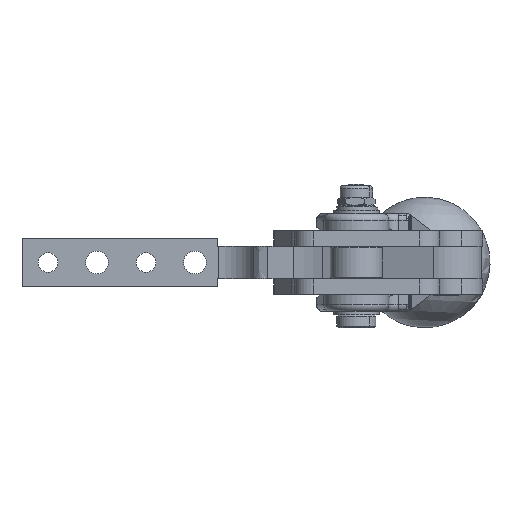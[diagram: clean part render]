
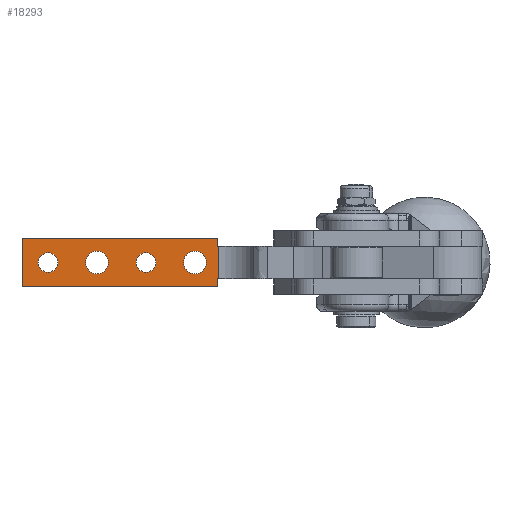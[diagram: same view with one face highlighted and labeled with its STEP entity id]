
A CAD part, front view. The second image highlights one B-rep face of the part: STEP entity #18293.
In plain terms, the highlighted planar face has unit normal (0, -1, 0).
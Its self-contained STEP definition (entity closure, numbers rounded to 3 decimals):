
#11464=CARTESIAN_POINT('',(-32.323,232.213,-1.64));
#11465=VERTEX_POINT('',#11464);
#11474=CARTESIAN_POINT('',(-39.323,232.213,-1.64));
#11475=VERTEX_POINT('',#11474);
#11476=CARTESIAN_POINT('',(-35.823,232.213,-1.64));
#11477=DIRECTION('',(0.0,1.0,0.0));
#11478=DIRECTION('',(1.0,0.0,0.0));
#11479=AXIS2_PLACEMENT_3D('',#11476,#11477,#11478);
#11480=CIRCLE('',#11479,3.5);
#11481=EDGE_CURVE('',#11475,#11465,#11480,.T.);
#11527=CARTESIAN_POINT('',(-2.323,232.213,-1.64));
#11528=VERTEX_POINT('',#11527);
#11537=CARTESIAN_POINT('',(-9.323,232.213,-1.64));
#11538=VERTEX_POINT('',#11537);
#11539=CARTESIAN_POINT('',(-5.823,232.213,-1.64));
#11540=DIRECTION('',(0.0,1.0,0.0));
#11541=DIRECTION('',(1.0,0.0,0.0));
#11542=AXIS2_PLACEMENT_3D('',#11539,#11540,#11541);
#11543=CIRCLE('',#11542,3.5);
#11544=EDGE_CURVE('',#11538,#11528,#11543,.T.);
#11590=CARTESIAN_POINT('',(-17.823,232.213,-1.64));
#11591=VERTEX_POINT('',#11590);
#11600=CARTESIAN_POINT('',(-23.823,232.213,-1.64));
#11601=VERTEX_POINT('',#11600);
#11602=CARTESIAN_POINT('',(-20.823,232.213,-1.64));
#11603=DIRECTION('',(0.0,1.0,0.0));
#11604=DIRECTION('',(1.0,0.0,0.0));
#11605=AXIS2_PLACEMENT_3D('',#11602,#11603,#11604);
#11606=CIRCLE('',#11605,3.);
#11607=EDGE_CURVE('',#11601,#11591,#11606,.T.);
#11653=CARTESIAN_POINT('',(-47.823,232.213,-1.64));
#11654=VERTEX_POINT('',#11653);
#11663=CARTESIAN_POINT('',(-53.823,232.213,-1.64));
#11664=VERTEX_POINT('',#11663);
#11665=CARTESIAN_POINT('',(-50.823,232.213,-1.64));
#11666=DIRECTION('',(0.0,1.0,0.0));
#11667=DIRECTION('',(1.0,0.0,0.0));
#11668=AXIS2_PLACEMENT_3D('',#11665,#11666,#11667);
#11669=CIRCLE('',#11668,3.);
#11670=EDGE_CURVE('',#11664,#11654,#11669,.T.);
#18166=CARTESIAN_POINT('',(-58.823,232.213,-9.14));
#18167=VERTEX_POINT('',#18166);
#18174=CARTESIAN_POINT('',(-58.823,232.213,5.86));
#18175=VERTEX_POINT('',#18174);
#18176=CARTESIAN_POINT('',(-58.823,232.213,-9.14));
#18177=DIRECTION('',(0.0,0.0,1.0));
#18178=VECTOR('',#18177,15.);
#18179=LINE('',#18176,#18178);
#18180=EDGE_CURVE('',#18167,#18175,#18179,.T.);
#18191=CARTESIAN_POINT('',(13.177,232.213,-6.64));
#18192=DIRECTION('',(0.0,-1.0,0.0));
#18193=DIRECTION('',(0.0,0.0,-1.0));
#18194=AXIS2_PLACEMENT_3D('',#18191,#18192,#18193);
#18195=PLANE('',#18194);
#18196=CARTESIAN_POINT('',(1.519,232.213,3.36));
#18197=VERTEX_POINT('',#18196);
#18198=CARTESIAN_POINT('',(1.519,232.213,-6.64));
#18199=VERTEX_POINT('',#18198);
#18200=CARTESIAN_POINT('',(1.519,232.213,3.36));
#18201=DIRECTION('',(0.0,0.0,-1.0));
#18202=VECTOR('',#18201,10.0);
#18203=LINE('',#18200,#18202);
#18204=EDGE_CURVE('',#18197,#18199,#18203,.T.);
#18205=ORIENTED_EDGE('',*,*,#18204,.F.);
#18206=CARTESIAN_POINT('',(1.177,232.213,3.36));
#18207=VERTEX_POINT('',#18206);
#18208=CARTESIAN_POINT('',(1.519,232.213,3.36));
#18209=DIRECTION('',(-1.0,0.0,0.0));
#18210=VECTOR('',#18209,0.341);
#18211=LINE('',#18208,#18210);
#18212=EDGE_CURVE('',#18197,#18207,#18211,.T.);
#18213=ORIENTED_EDGE('',*,*,#18212,.T.);
#18214=CARTESIAN_POINT('',(1.177,232.213,5.86));
#18215=VERTEX_POINT('',#18214);
#18216=CARTESIAN_POINT('',(1.177,232.213,3.36));
#18217=DIRECTION('',(0.0,0.0,1.0));
#18218=VECTOR('',#18217,2.5);
#18219=LINE('',#18216,#18218);
#18220=EDGE_CURVE('',#18207,#18215,#18219,.T.);
#18221=ORIENTED_EDGE('',*,*,#18220,.T.);
#18222=CARTESIAN_POINT('',(1.177,232.213,5.86));
#18223=DIRECTION('',(-1.0,0.0,0.0));
#18224=VECTOR('',#18223,60.);
#18225=LINE('',#18222,#18224);
#18226=EDGE_CURVE('',#18215,#18175,#18225,.T.);
#18227=ORIENTED_EDGE('',*,*,#18226,.T.);
#18228=ORIENTED_EDGE('',*,*,#18180,.F.);
#18229=CARTESIAN_POINT('',(1.177,232.213,-9.14));
#18230=VERTEX_POINT('',#18229);
#18231=CARTESIAN_POINT('',(-58.823,232.213,-9.14));
#18232=DIRECTION('',(1.0,0.0,0.0));
#18233=VECTOR('',#18232,60.);
#18234=LINE('',#18231,#18233);
#18235=EDGE_CURVE('',#18167,#18230,#18234,.T.);
#18236=ORIENTED_EDGE('',*,*,#18235,.T.);
#18237=CARTESIAN_POINT('',(1.177,232.213,-6.64));
#18238=VERTEX_POINT('',#18237);
#18239=CARTESIAN_POINT('',(1.177,232.213,-6.64));
#18240=DIRECTION('',(0.0,0.0,-1.0));
#18241=VECTOR('',#18240,2.5);
#18242=LINE('',#18239,#18241);
#18243=EDGE_CURVE('',#18238,#18230,#18242,.T.);
#18244=ORIENTED_EDGE('',*,*,#18243,.F.);
#18245=CARTESIAN_POINT('',(1.177,232.213,-6.64));
#18246=DIRECTION('',(1.0,0.,0.));
#18247=VECTOR('',#18246,0.341);
#18248=LINE('',#18245,#18247);
#18249=EDGE_CURVE('',#18238,#18199,#18248,.T.);
#18250=ORIENTED_EDGE('',*,*,#18249,.T.);
#18251=EDGE_LOOP('',(#18205,#18213,#18221,#18227,#18228,#18236,#18244,#18250));
#18252=FACE_OUTER_BOUND('',#18251,.T.);
#18253=ORIENTED_EDGE('',*,*,#11481,.T.);
#18254=CARTESIAN_POINT('',(-35.823,232.213,-1.64));
#18255=DIRECTION('',(0.0,1.0,0.0));
#18256=DIRECTION('',(1.0,0.0,0.0));
#18257=AXIS2_PLACEMENT_3D('',#18254,#18255,#18256);
#18258=CIRCLE('',#18257,3.5);
#18259=EDGE_CURVE('',#11465,#11475,#18258,.T.);
#18260=ORIENTED_EDGE('',*,*,#18259,.T.);
#18261=EDGE_LOOP('',(#18253,#18260));
#18262=FACE_BOUND('',#18261,.T.);
#18263=ORIENTED_EDGE('',*,*,#11544,.T.);
#18264=CARTESIAN_POINT('',(-5.823,232.213,-1.64));
#18265=DIRECTION('',(0.0,1.0,0.0));
#18266=DIRECTION('',(1.0,0.0,0.0));
#18267=AXIS2_PLACEMENT_3D('',#18264,#18265,#18266);
#18268=CIRCLE('',#18267,3.5);
#18269=EDGE_CURVE('',#11528,#11538,#18268,.T.);
#18270=ORIENTED_EDGE('',*,*,#18269,.T.);
#18271=EDGE_LOOP('',(#18263,#18270));
#18272=FACE_BOUND('',#18271,.T.);
#18273=ORIENTED_EDGE('',*,*,#11607,.T.);
#18274=CARTESIAN_POINT('',(-20.823,232.213,-1.64));
#18275=DIRECTION('',(0.0,1.0,0.0));
#18276=DIRECTION('',(1.0,0.0,0.0));
#18277=AXIS2_PLACEMENT_3D('',#18274,#18275,#18276);
#18278=CIRCLE('',#18277,3.);
#18279=EDGE_CURVE('',#11591,#11601,#18278,.T.);
#18280=ORIENTED_EDGE('',*,*,#18279,.T.);
#18281=EDGE_LOOP('',(#18273,#18280));
#18282=FACE_BOUND('',#18281,.T.);
#18283=ORIENTED_EDGE('',*,*,#11670,.T.);
#18284=CARTESIAN_POINT('',(-50.823,232.213,-1.64));
#18285=DIRECTION('',(0.0,1.0,0.0));
#18286=DIRECTION('',(1.0,0.0,0.0));
#18287=AXIS2_PLACEMENT_3D('',#18284,#18285,#18286);
#18288=CIRCLE('',#18287,3.);
#18289=EDGE_CURVE('',#11654,#11664,#18288,.T.);
#18290=ORIENTED_EDGE('',*,*,#18289,.T.);
#18291=EDGE_LOOP('',(#18283,#18290));
#18292=FACE_BOUND('',#18291,.T.);
#18293=ADVANCED_FACE('',(#18252,#18262,#18272,#18282,#18292),#18195,.T.);
